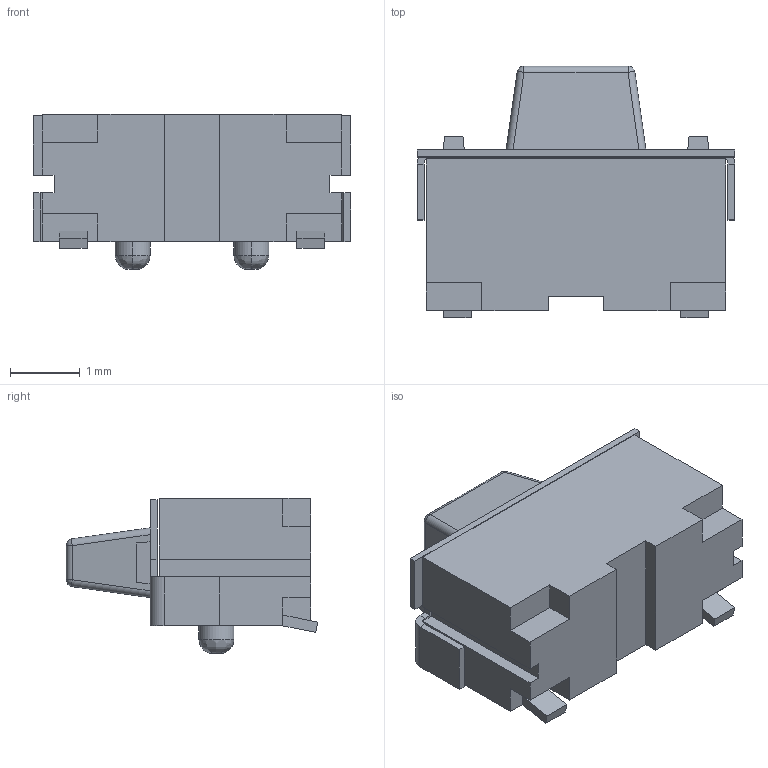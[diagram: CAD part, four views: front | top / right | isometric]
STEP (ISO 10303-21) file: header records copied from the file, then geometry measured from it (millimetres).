
FILE_DESCRIPTION (( 'STEP AP214' ), '1' );
FILE_NAME ('butter.STEP', '2022-03-01T06:45:48', ( '' ), ( '' ), 'SwSTEP 2.0', 'SolidWorks 2021', '' );
FILE_SCHEMA (( 'AUTOMOTIVE_DESIGN' ));
Length unit declared in the file: millimetre
Products named in the file (5): butter; U1.step; SW-SMD_TS24CA.step; COMPOUND.step; 3D_PCB1_2022-03-01.step
Assembly tree (4 placements, depth 5):
  butter
    3D_PCB1_2022-03-01.step
      U1.step
        SW-SMD_TS24CA.step
          COMPOUND.step
Bounding box: 4.55 x 3.6 x 2.22 mm (x, y, z)
Volume: 18.9 mm3; surface area: 72.8 mm2
Topology: 2 solids, 2 shells, 228 faces, 608 edges, 392 vertices
Faces by surface type: plane 156, bspline 52, cylinder 16, sphere 4
Entity records: 9121 total; most frequent: CARTESIAN_POINT 3658, ORIENTED_EDGE 1208, DIRECTION 912, EDGE_CURVE 604, LINE 468, VECTOR 468, VERTEX_POINT 392, EDGE_LOOP 240
